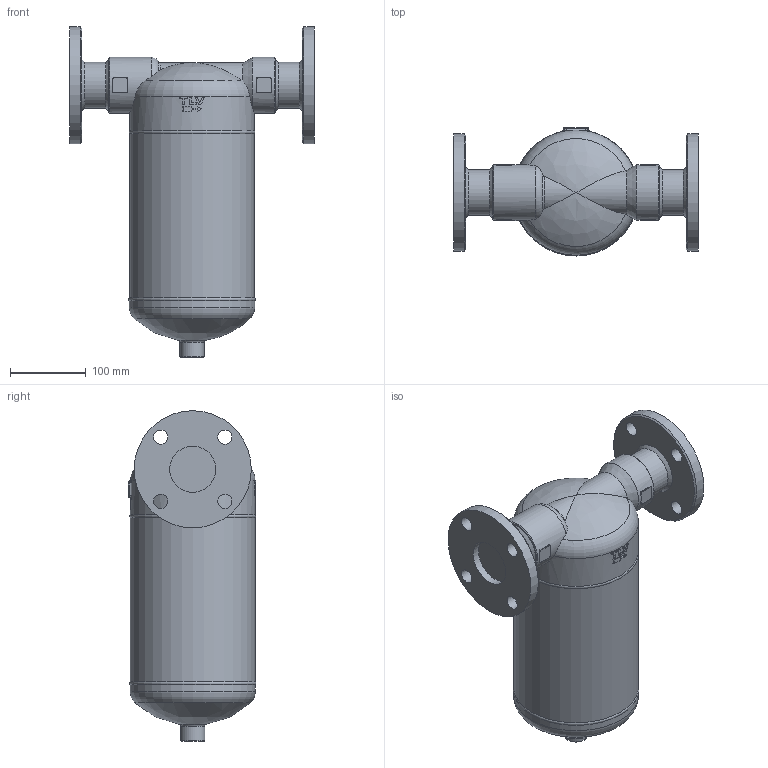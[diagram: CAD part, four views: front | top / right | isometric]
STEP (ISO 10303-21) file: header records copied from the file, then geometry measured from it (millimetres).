
FILE_DESCRIPTION((''),'2;1');
FILE_NAME('dc700-050-jis10-00.stp','2010-10-21T13:59:57',('nakaot'),(''),'Autodesk Inventor 2008','Autodesk Inventor 2008','');
FILE_SCHEMA(('AUTOMOTIVE_DESIGN { 1 0 10303 214 1 1 1 1 }'));
Length unit declared in the file: millimetre
Products named in the file (1): dc700-050-jis10-00
Bounding box: 324 x 169.04 x 437.5 mm (x, y, z)
Volume: 8282472.8 mm3; surface area: 326657.7 mm2
Topology: 1 solids, 1 shells, 226 faces, 560 edges, 334 vertices
Faces by surface type: cylinder 80, bspline 62, plane 52, torus 24, cone 8
Full cylindrical faces by diameter (mm): 19 x4, 32 x1, 60.5 x1, 61.1 x1, 74 x2, 155 x1, 165 x1, 165.2 x1, 165.8 x1
Entity records: 9155 total; most frequent: CARTESIAN_POINT 4258, ORIENTED_EDGE 988, DIRECTION 984, EDGE_CURVE 494, AXIS2_PLACEMENT_3D 413, VERTEX_POINT 320, EDGE_LOOP 292, CIRCLE 228
